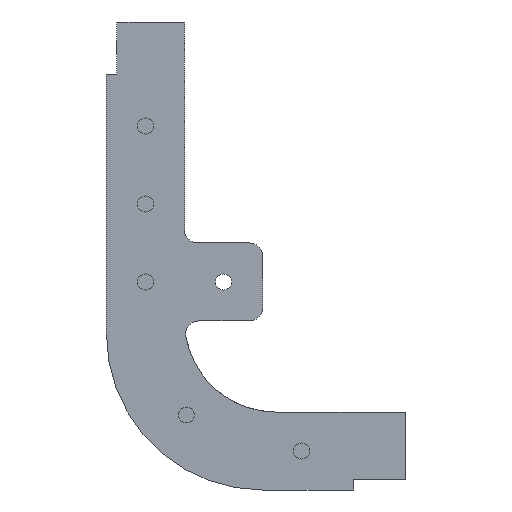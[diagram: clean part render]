
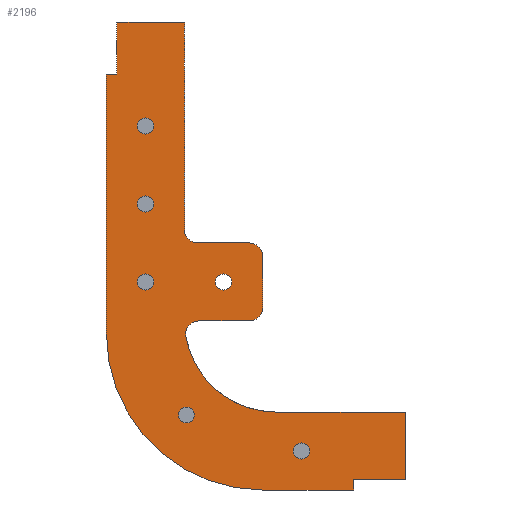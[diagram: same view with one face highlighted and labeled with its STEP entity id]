
A CAD part, front view. The second image highlights one B-rep face of the part: STEP entity #2196.
In plain terms, the highlighted planar face has unit normal (0, -1, 0).
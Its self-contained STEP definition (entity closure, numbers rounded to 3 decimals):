
#153=FACE_BOUND('',#324,.T.);
#154=FACE_BOUND('',#325,.T.);
#155=FACE_BOUND('',#326,.T.);
#156=FACE_BOUND('',#327,.T.);
#157=FACE_BOUND('',#328,.T.);
#158=FACE_BOUND('',#329,.T.);
#178=FACE_OUTER_BOUND('',#323,.T.);
#323=EDGE_LOOP('',(#1554,#1555,#1556,#1557,#1558,#1559,#1560,#1561,#1562,
#1563,#1564,#1565,#1566,#1567,#1568,#1569,#1570,#1571,#1572));
#324=EDGE_LOOP('',(#1573));
#325=EDGE_LOOP('',(#1574));
#326=EDGE_LOOP('',(#1575));
#327=EDGE_LOOP('',(#1576));
#328=EDGE_LOOP('',(#1577));
#329=EDGE_LOOP('',(#1578));
#469=CIRCLE('',#2360,60.);
#474=CIRCLE('',#2372,35.);
#475=CIRCLE('',#2373,5.);
#476=CIRCLE('',#2374,5.);
#477=CIRCLE('',#2375,5.);
#478=CIRCLE('',#2376,5.);
#479=CIRCLE('',#2377,3.1);
#480=CIRCLE('',#2378,3.05);
#481=CIRCLE('',#2379,3.1);
#482=CIRCLE('',#2380,3.1);
#483=CIRCLE('',#2381,3.1);
#484=CIRCLE('',#2382,3.1);
#573=LINE('',#3401,#770);
#580=LINE('',#3420,#777);
#582=LINE('',#3424,#779);
#584=LINE('',#3430,#781);
#586=LINE('',#3434,#783);
#589=LINE('',#3442,#786);
#591=LINE('',#3446,#788);
#593=LINE('',#3450,#790);
#595=LINE('',#3456,#792);
#601=LINE('',#3470,#798);
#602=LINE('',#3481,#799);
#603=LINE('',#3485,#800);
#604=LINE('',#3489,#801);
#770=VECTOR('',#2643,10.);
#777=VECTOR('',#2658,10.);
#779=VECTOR('',#2662,10.);
#781=VECTOR('',#2668,10.);
#783=VECTOR('',#2672,10.);
#786=VECTOR('',#2681,10.);
#788=VECTOR('',#2685,10.);
#790=VECTOR('',#2689,10.);
#792=VECTOR('',#2695,10.);
#798=VECTOR('',#2705,10.);
#799=VECTOR('',#2718,10.);
#800=VECTOR('',#2721,10.);
#801=VECTOR('',#2724,10.);
#968=VERTEX_POINT('',#3398);
#969=VERTEX_POINT('',#3400);
#977=VERTEX_POINT('',#3418);
#978=VERTEX_POINT('',#3422);
#980=VERTEX_POINT('',#3428);
#981=VERTEX_POINT('',#3432);
#982=VERTEX_POINT('',#3436);
#983=VERTEX_POINT('',#3440);
#984=VERTEX_POINT('',#3444);
#985=VERTEX_POINT('',#3448);
#987=VERTEX_POINT('',#3454);
#993=VERTEX_POINT('',#3468);
#995=VERTEX_POINT('',#3476);
#996=VERTEX_POINT('',#3478);
#997=VERTEX_POINT('',#3480);
#998=VERTEX_POINT('',#3482);
#999=VERTEX_POINT('',#3484);
#1000=VERTEX_POINT('',#3486);
#1001=VERTEX_POINT('',#3488);
#1002=VERTEX_POINT('',#3491);
#1003=VERTEX_POINT('',#3493);
#1004=VERTEX_POINT('',#3495);
#1005=VERTEX_POINT('',#3497);
#1006=VERTEX_POINT('',#3499);
#1007=VERTEX_POINT('',#3501);
#1161=EDGE_CURVE('',#969,#968,#573,.T.);
#1171=EDGE_CURVE('',#968,#977,#580,.T.);
#1173=EDGE_CURVE('',#977,#978,#582,.T.);
#1176=EDGE_CURVE('',#978,#980,#584,.T.);
#1178=EDGE_CURVE('',#980,#981,#586,.T.);
#1180=EDGE_CURVE('',#981,#982,#469,.T.);
#1182=EDGE_CURVE('',#982,#983,#589,.T.);
#1184=EDGE_CURVE('',#983,#984,#591,.T.);
#1186=EDGE_CURVE('',#984,#985,#593,.T.);
#1189=EDGE_CURVE('',#985,#987,#595,.T.);
#1196=EDGE_CURVE('',#987,#993,#601,.T.);
#1199=EDGE_CURVE('',#993,#995,#474,.T.);
#1200=EDGE_CURVE('',#996,#995,#475,.T.);
#1201=EDGE_CURVE('',#996,#997,#602,.T.);
#1202=EDGE_CURVE('',#998,#997,#476,.T.);
#1203=EDGE_CURVE('',#998,#999,#603,.T.);
#1204=EDGE_CURVE('',#1000,#999,#477,.T.);
#1205=EDGE_CURVE('',#1000,#1001,#604,.T.);
#1206=EDGE_CURVE('',#969,#1001,#478,.T.);
#1207=EDGE_CURVE('',#1002,#1002,#479,.T.);
#1208=EDGE_CURVE('',#1003,#1003,#480,.T.);
#1209=EDGE_CURVE('',#1004,#1004,#481,.T.);
#1210=EDGE_CURVE('',#1005,#1005,#482,.T.);
#1211=EDGE_CURVE('',#1006,#1006,#483,.T.);
#1212=EDGE_CURVE('',#1007,#1007,#484,.T.);
#1554=ORIENTED_EDGE('',*,*,#1176,.T.);
#1555=ORIENTED_EDGE('',*,*,#1178,.T.);
#1556=ORIENTED_EDGE('',*,*,#1180,.T.);
#1557=ORIENTED_EDGE('',*,*,#1182,.T.);
#1558=ORIENTED_EDGE('',*,*,#1184,.T.);
#1559=ORIENTED_EDGE('',*,*,#1186,.T.);
#1560=ORIENTED_EDGE('',*,*,#1189,.T.);
#1561=ORIENTED_EDGE('',*,*,#1196,.T.);
#1562=ORIENTED_EDGE('',*,*,#1199,.T.);
#1563=ORIENTED_EDGE('',*,*,#1200,.F.);
#1564=ORIENTED_EDGE('',*,*,#1201,.T.);
#1565=ORIENTED_EDGE('',*,*,#1202,.F.);
#1566=ORIENTED_EDGE('',*,*,#1203,.T.);
#1567=ORIENTED_EDGE('',*,*,#1204,.F.);
#1568=ORIENTED_EDGE('',*,*,#1205,.T.);
#1569=ORIENTED_EDGE('',*,*,#1206,.F.);
#1570=ORIENTED_EDGE('',*,*,#1161,.T.);
#1571=ORIENTED_EDGE('',*,*,#1171,.T.);
#1572=ORIENTED_EDGE('',*,*,#1173,.T.);
#1573=ORIENTED_EDGE('',*,*,#1207,.T.);
#1574=ORIENTED_EDGE('',*,*,#1208,.T.);
#1575=ORIENTED_EDGE('',*,*,#1209,.T.);
#1576=ORIENTED_EDGE('',*,*,#1210,.T.);
#1577=ORIENTED_EDGE('',*,*,#1211,.T.);
#1578=ORIENTED_EDGE('',*,*,#1212,.T.);
#2152=PLANE('',#2371);
#2196=ADVANCED_FACE('',(#178,#153,#154,#155,#156,#157,#158),#2152,.F.);
#2360=AXIS2_PLACEMENT_3D('',#3438,#2676,#2677);
#2371=AXIS2_PLACEMENT_3D('',#3475,#2712,#2713);
#2372=AXIS2_PLACEMENT_3D('',#3477,#2714,#2715);
#2373=AXIS2_PLACEMENT_3D('',#3479,#2716,#2717);
#2374=AXIS2_PLACEMENT_3D('',#3483,#2719,#2720);
#2375=AXIS2_PLACEMENT_3D('',#3487,#2722,#2723);
#2376=AXIS2_PLACEMENT_3D('',#3490,#2725,#2726);
#2377=AXIS2_PLACEMENT_3D('',#3492,#2727,#2728);
#2378=AXIS2_PLACEMENT_3D('',#3494,#2729,#2730);
#2379=AXIS2_PLACEMENT_3D('',#3496,#2731,#2732);
#2380=AXIS2_PLACEMENT_3D('',#3498,#2733,#2734);
#2381=AXIS2_PLACEMENT_3D('',#3500,#2735,#2736);
#2382=AXIS2_PLACEMENT_3D('',#3502,#2737,#2738);
#2643=DIRECTION('',(0.,0.,1.));
#2658=DIRECTION('',(-1.,0.,0.));
#2662=DIRECTION('',(0.,0.,-1.));
#2668=DIRECTION('',(-1.,0.,0.));
#2672=DIRECTION('',(0.,0.,-1.));
#2676=DIRECTION('center_axis',(0.,-1.,0.));
#2677=DIRECTION('ref_axis',(0.,0.,-1.));
#2681=DIRECTION('',(1.,0.,0.));
#2685=DIRECTION('',(0.,0.,1.));
#2689=DIRECTION('',(1.,0.,0.));
#2695=DIRECTION('',(0.,0.,1.));
#2705=DIRECTION('',(-1.,0.,0.));
#2712=DIRECTION('center_axis',(0.,1.,0.));
#2713=DIRECTION('ref_axis',(0.,0.,1.));
#2714=DIRECTION('center_axis',(0.,1.,0.));
#2715=DIRECTION('ref_axis',(0.,0.,1.));
#2716=DIRECTION('center_axis',(0.,-1.,0.));
#2717=DIRECTION('ref_axis',(-0.764,0.,0.645));
#2718=DIRECTION('',(1.,0.,0.));
#2719=DIRECTION('center_axis',(0.,1.,0.));
#2720=DIRECTION('ref_axis',(0.707,0.,-0.707));
#2721=DIRECTION('',(0.,0.,1.));
#2722=DIRECTION('center_axis',(0.,1.,0.));
#2723=DIRECTION('ref_axis',(0.707,0.,0.707));
#2724=DIRECTION('',(-1.,0.,0.));
#2725=DIRECTION('center_axis',(0.,-1.,0.));
#2726=DIRECTION('ref_axis',(-0.707,0.,-0.707));
#2727=DIRECTION('center_axis',(0.,1.,0.));
#2728=DIRECTION('ref_axis',(1.,0.,0.));
#2729=DIRECTION('center_axis',(0.,1.,0.));
#2730=DIRECTION('ref_axis',(1.,0.,0.));
#2731=DIRECTION('center_axis',(0.,1.,0.));
#2732=DIRECTION('ref_axis',(1.,0.,0.));
#2733=DIRECTION('center_axis',(0.,1.,0.));
#2734=DIRECTION('ref_axis',(1.,0.,0.));
#2735=DIRECTION('center_axis',(0.,1.,0.));
#2736=DIRECTION('ref_axis',(1.,0.,0.));
#2737=DIRECTION('center_axis',(0.,1.,0.));
#2738=DIRECTION('ref_axis',(1.,0.,0.));
#3398=CARTESIAN_POINT('',(-27.5,-75.,90.));
#3400=CARTESIAN_POINT('',(-27.5,-75.,10.));
#3401=CARTESIAN_POINT('',(-27.5,-75.,90.));
#3418=CARTESIAN_POINT('',(-53.5,-75.,90.));
#3420=CARTESIAN_POINT('',(-57.5,-75.,90.));
#3422=CARTESIAN_POINT('',(-53.5,-75.,70.));
#3424=CARTESIAN_POINT('',(-53.5,-75.,18.75));
#3428=CARTESIAN_POINT('',(-57.5,-75.,70.));
#3430=CARTESIAN_POINT('',(-33.75,-75.,70.));
#3432=CARTESIAN_POINT('',(-57.5,-75.,-30.));
#3434=CARTESIAN_POINT('',(-57.5,-75.,-90.));
#3436=CARTESIAN_POINT('',(2.5,-75.,-90.));
#3438=CARTESIAN_POINT('Origin',(2.5,-75.,-30.));
#3440=CARTESIAN_POINT('',(37.5,-75.,-90.));
#3442=CARTESIAN_POINT('',(57.5,-75.,-90.));
#3444=CARTESIAN_POINT('',(37.5,-75.,-86.));
#3446=CARTESIAN_POINT('',(37.5,-75.,-66.25));
#3448=CARTESIAN_POINT('',(57.5,-75.,-86.));
#3450=CARTESIAN_POINT('',(18.75,-75.,-86.));
#3454=CARTESIAN_POINT('',(57.5,-75.,-60.));
#3456=CARTESIAN_POINT('',(57.5,-75.,-60.));
#3468=CARTESIAN_POINT('',(7.5,-75.,-60.));
#3470=CARTESIAN_POINT('',(-27.5,-75.,-60.));
#3475=CARTESIAN_POINT('Origin',(-10.,-75.,-42.5));
#3476=CARTESIAN_POINT('',(-27.01,-75.,-30.833));
#3477=CARTESIAN_POINT('Origin',(7.5,-75.,-25.));
#3478=CARTESIAN_POINT('',(-22.08,-75.,-25.));
#3479=CARTESIAN_POINT('Origin',(-22.08,-75.,-30.));
#3480=CARTESIAN_POINT('',(-2.5,-75.,-25.));
#3481=CARTESIAN_POINT('',(2.5,-75.,-25.));
#3482=CARTESIAN_POINT('',(2.5,-75.,-20.));
#3483=CARTESIAN_POINT('Origin',(-2.5,-75.,-20.));
#3484=CARTESIAN_POINT('',(2.5,-75.,0.));
#3485=CARTESIAN_POINT('',(2.5,-75.,5.));
#3486=CARTESIAN_POINT('',(-2.5,-75.,5.));
#3487=CARTESIAN_POINT('Origin',(-2.5,-75.,0.));
#3488=CARTESIAN_POINT('',(-22.5,-75.,5.));
#3489=CARTESIAN_POINT('',(-27.5,-75.,5.));
#3490=CARTESIAN_POINT('Origin',(-22.5,-75.,10.));
#3491=CARTESIAN_POINT('',(-45.6,-75.,50.));
#3492=CARTESIAN_POINT('Origin',(-42.5,-75.,50.));
#3493=CARTESIAN_POINT('',(-29.823,-75.,-61.142));
#3494=CARTESIAN_POINT('Origin',(-26.773,-75.,-61.142));
#3495=CARTESIAN_POINT('',(-45.6,-75.,-10.));
#3496=CARTESIAN_POINT('Origin',(-42.5,-75.,-10.));
#3497=CARTESIAN_POINT('',(-45.6,-75.,20.));
#3498=CARTESIAN_POINT('Origin',(-42.5,-75.,20.));
#3499=CARTESIAN_POINT('',(14.4,-75.,-75.));
#3500=CARTESIAN_POINT('Origin',(17.5,-75.,-75.));
#3501=CARTESIAN_POINT('',(-15.6,-75.,-10.));
#3502=CARTESIAN_POINT('Origin',(-12.5,-75.,-10.));
